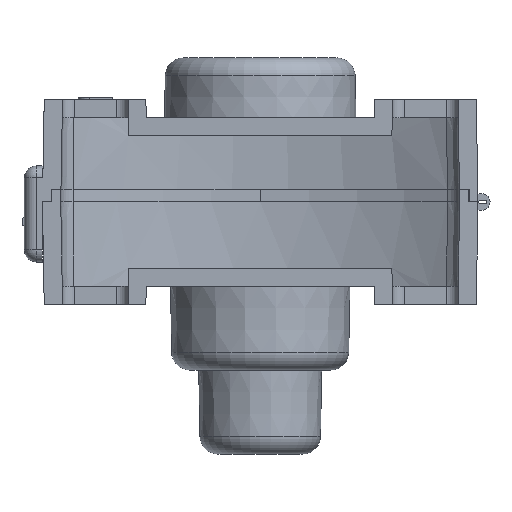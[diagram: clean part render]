
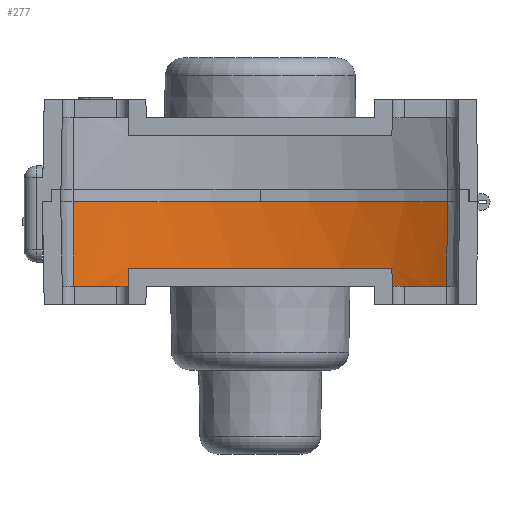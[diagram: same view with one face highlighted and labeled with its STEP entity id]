
A CAD part, front view. The second image highlights one B-rep face of the part: STEP entity #277.
In plain terms, the highlighted conical face has half-angle 1 degrees and reference radius 30 mm.
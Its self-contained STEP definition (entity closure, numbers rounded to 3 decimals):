
#277=ADVANCED_FACE('',(#670),#671,.F.);
#670=FACE_OUTER_BOUND('',#1214,.T.);
#671=CONICAL_SURFACE('',#1215,30.0,0.017);
#1214=EDGE_LOOP('',(#2702,#2703,#2704,#2705,#2706,#2707,#2708,#2709,#2710));
#1215=AXIS2_PLACEMENT_3D('',#2711,#2712,#2713);
#2702=ORIENTED_EDGE('',*,*,#3262,.F.);
#2703=ORIENTED_EDGE('',*,*,#3136,.F.);
#2704=ORIENTED_EDGE('',*,*,#3278,.T.);
#2705=ORIENTED_EDGE('',*,*,#3146,.F.);
#2706=ORIENTED_EDGE('',*,*,#3240,.F.);
#2707=ORIENTED_EDGE('',*,*,#3105,.F.);
#2708=ORIENTED_EDGE('',*,*,#3148,.T.);
#2709=ORIENTED_EDGE('',*,*,#3266,.T.);
#2710=ORIENTED_EDGE('',*,*,#3139,.F.);
#2711=CARTESIAN_POINT('',(0.0,-22.0,-19.0));
#2712=DIRECTION('',(0.0,0.,1.0));
#2713=DIRECTION('',(-1.0,0.0,0.0));
#3105=EDGE_CURVE('',#3809,#3805,#3811,.T.);
#3136=EDGE_CURVE('',#3868,#3870,#3871,.T.);
#3139=EDGE_CURVE('',#3874,#3876,#3877,.T.);
#3146=EDGE_CURVE('',#3888,#3883,#3890,.T.);
#3148=EDGE_CURVE('',#3809,#3892,#3894,.T.);
#3240=EDGE_CURVE('',#3805,#3888,#4047,.T.);
#3262=EDGE_CURVE('',#3870,#3874,#4077,.F.);
#3266=EDGE_CURVE('',#3892,#3876,#4082,.T.);
#3278=EDGE_CURVE('',#3868,#3883,#4096,.T.);
#3805=VERTEX_POINT('',#5021);
#3809=VERTEX_POINT('',#5026);
#3811=CIRCLE('',#5029,30.122);
#3868=VERTEX_POINT('',#5098);
#3870=VERTEX_POINT('',#5101);
#3871=B_SPLINE_CURVE_WITH_KNOTS('',3,(#5102,#5103,#5104,#5105),.UNSPECIFIED.,.F.,.F.,(4,4),(0.,0.002),.UNSPECIFIED.);
#3874=VERTEX_POINT('',#5109);
#3876=VERTEX_POINT('',#5112);
#3877=B_SPLINE_CURVE_WITH_KNOTS('',3,(#5113,#5114,#5115,#5116),.UNSPECIFIED.,.F.,.F.,(4,4),(0.,0.002),.UNSPECIFIED.);
#3883=VERTEX_POINT('',#5125);
#3888=VERTEX_POINT('',#5131);
#3890=LINE('',#5133,#5134);
#3892=VERTEX_POINT('',#5136);
#3894=LINE('',#5138,#5139);
#4047=CIRCLE('',#5496,30.122);
#4077=CIRCLE('',#5545,30.026);
#4082=CIRCLE('',#5552,30.0);
#4096=CIRCLE('',#5577,30.0);
#5021=CARTESIAN_POINT('',(0.,8.122,-12.0));
#5026=CARTESIAN_POINT('',(-15.599,3.769,-12.0));
#5029=AXIS2_PLACEMENT_3D('',#6016,#6017,#6018);
#5098=CARTESIAN_POINT('',(11.,5.911,-19.0));
#5101=CARTESIAN_POINT('',(10.974,5.949,-17.5));
#5102=CARTESIAN_POINT('',(11.,5.911,-19.0));
#5103=CARTESIAN_POINT('',(10.991,5.923,-18.5));
#5104=CARTESIAN_POINT('',(10.983,5.936,-18.));
#5105=CARTESIAN_POINT('',(10.974,5.949,-17.5));
#5109=CARTESIAN_POINT('',(-10.974,5.949,-17.5));
#5112=CARTESIAN_POINT('',(-11.,5.911,-19.0));
#5113=CARTESIAN_POINT('',(-10.974,5.949,-17.5));
#5114=CARTESIAN_POINT('',(-10.983,5.936,-18.));
#5115=CARTESIAN_POINT('',(-10.991,5.923,-18.5));
#5116=CARTESIAN_POINT('',(-11.,5.911,-19.0));
#5125=CARTESIAN_POINT('',(15.536,3.664,-19.0));
#5131=CARTESIAN_POINT('',(15.599,3.769,-12.0));
#5133=CARTESIAN_POINT('',(15.536,3.664,-19.0));
#5134=VECTOR('',#6095,1000.0);
#5136=CARTESIAN_POINT('',(-15.536,3.664,-19.0));
#5138=CARTESIAN_POINT('',(-15.536,3.664,-19.0));
#5139=VECTOR('',#6099,1000.0);
#5496=AXIS2_PLACEMENT_3D('',#6229,#6230,#6231);
#5545=AXIS2_PLACEMENT_3D('',#6257,#6258,#6259);
#5552=AXIS2_PLACEMENT_3D('',#6265,#6266,#6267);
#5577=AXIS2_PLACEMENT_3D('',#6279,#6280,#6281);
#6016=CARTESIAN_POINT('',(0.0,-22.0,-12.0));
#6017=DIRECTION('',(0.0,0.,-1.0));
#6018=DIRECTION('',(1.0,0.0,0.0));
#6095=DIRECTION('',(-0.009,-0.015,-1.));
#6099=DIRECTION('',(0.009,-0.015,-1.));
#6229=CARTESIAN_POINT('',(0.0,-22.0,-12.0));
#6230=DIRECTION('',(0.0,0.,-1.0));
#6231=DIRECTION('',(1.0,0.0,0.0));
#6257=CARTESIAN_POINT('',(0.0,-22.0,-17.5));
#6258=DIRECTION('',(0.0,0.,-1.0));
#6259=DIRECTION('',(1.0,0.0,0.0));
#6265=CARTESIAN_POINT('',(0.0,-22.0,-19.0));
#6266=DIRECTION('',(0.0,0.,-1.0));
#6267=DIRECTION('',(1.0,0.0,0.0));
#6279=CARTESIAN_POINT('',(0.0,-22.0,-19.0));
#6280=DIRECTION('',(0.0,0.,-1.0));
#6281=DIRECTION('',(1.0,0.0,0.0));
